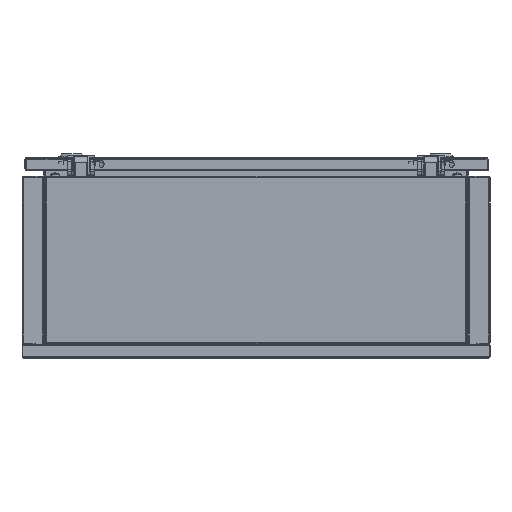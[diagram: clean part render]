
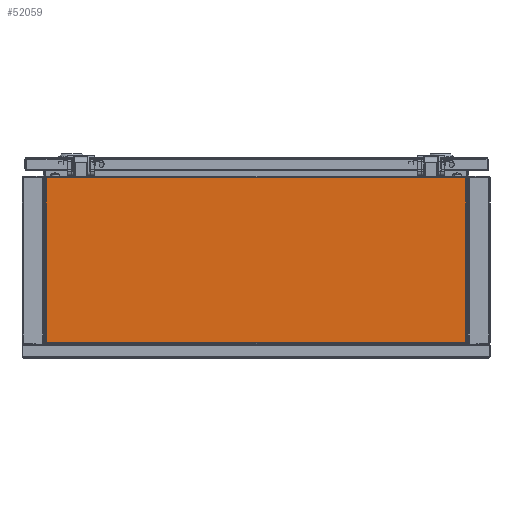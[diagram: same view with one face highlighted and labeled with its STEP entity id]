
A CAD part, left-side view. The second image highlights one B-rep face of the part: STEP entity #52059.
In plain terms, the highlighted planar face has unit normal (-1, 0, 0).
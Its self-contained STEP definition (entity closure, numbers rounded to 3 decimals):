
#4817 = ORIENTED_EDGE ( 'NONE', *, *, #6483, .T. ) ;
#6483 = EDGE_CURVE ( 'NONE', #47958, #129738, #12752, .T. ) ;
#7840 = VECTOR ( 'NONE', #116123, 1000. ) ;
#12752 = LINE ( 'NONE', #124056, #113914 ) ;
#20782 = ORIENTED_EDGE ( 'NONE', *, *, #74577, .F. ) ;
#21348 = EDGE_CURVE ( 'NONE', #91624, #129738, #103790, .T. ) ;
#24103 = CARTESIAN_POINT ( 'NONE',  ( -400., -225.75, 15.5 ) ) ;
#32220 = EDGE_LOOP ( 'NONE', ( #20782, #4817, #87506, #99884 ) ) ;
#32998 = DIRECTION ( 'NONE',  ( 0., 1., 0. ) ) ;
#33392 = PLANE ( 'NONE',  #64865 ) ;
#34740 = LINE ( 'NONE', #76410, #7840 ) ;
#41113 = DIRECTION ( 'NONE',  ( 0., 0., 1. ) ) ;
#42407 = DIRECTION ( 'NONE',  ( 0., 0., -1. ) ) ;
#44868 = DIRECTION ( 'NONE',  ( -1., 0., 0. ) ) ;
#47958 = VERTEX_POINT ( 'NONE', #107674 ) ;
#52059 = ADVANCED_FACE ( 'NONE', ( #101988 ), #33392, .T. ) ;
#52923 = EDGE_CURVE ( 'NONE', #91624, #127605, #68657, .T. ) ;
#63942 = CARTESIAN_POINT ( 'NONE',  ( -400., -225.75, 15.5 ) ) ;
#64541 = CARTESIAN_POINT ( 'NONE',  ( -400., -224.25, 191.5 ) ) ;
#64865 = AXIS2_PLACEMENT_3D ( 'NONE', #24103, #44868, #84620 ) ;
#68657 = LINE ( 'NONE', #121454, #109689 ) ;
#74577 = EDGE_CURVE ( 'NONE', #47958, #127605, #34740, .T. ) ;
#76410 = CARTESIAN_POINT ( 'NONE',  ( -400., -225.75, 191.5 ) ) ;
#76954 = VECTOR ( 'NONE', #32998, 1000. ) ;
#84620 = DIRECTION ( 'NONE',  ( 0., -1., 0. ) ) ;
#87506 = ORIENTED_EDGE ( 'NONE', *, *, #21348, .F. ) ;
#91624 = VERTEX_POINT ( 'NONE', #98429 ) ;
#98429 = CARTESIAN_POINT ( 'NONE',  ( -400., -224.25, 15.5 ) ) ;
#99884 = ORIENTED_EDGE ( 'NONE', *, *, #52923, .T. ) ;
#101988 = FACE_OUTER_BOUND ( 'NONE', #32220, .T. ) ;
#103790 = LINE ( 'NONE', #63942, #76954 ) ;
#104375 = CARTESIAN_POINT ( 'NONE',  ( -400., 224.25, 15.5 ) ) ;
#107674 = CARTESIAN_POINT ( 'NONE',  ( -400., 224.25, 191.5 ) ) ;
#109689 = VECTOR ( 'NONE', #41113, 1000. ) ;
#113914 = VECTOR ( 'NONE', #42407, 1000. ) ;
#116123 = DIRECTION ( 'NONE',  ( 0., -1., 0. ) ) ;
#121454 = CARTESIAN_POINT ( 'NONE',  ( -400., -224.25, 15.5 ) ) ;
#124056 = CARTESIAN_POINT ( 'NONE',  ( -400., 224.25, 191.5 ) ) ;
#127605 = VERTEX_POINT ( 'NONE', #64541 ) ;
#129738 = VERTEX_POINT ( 'NONE', #104375 ) ;
